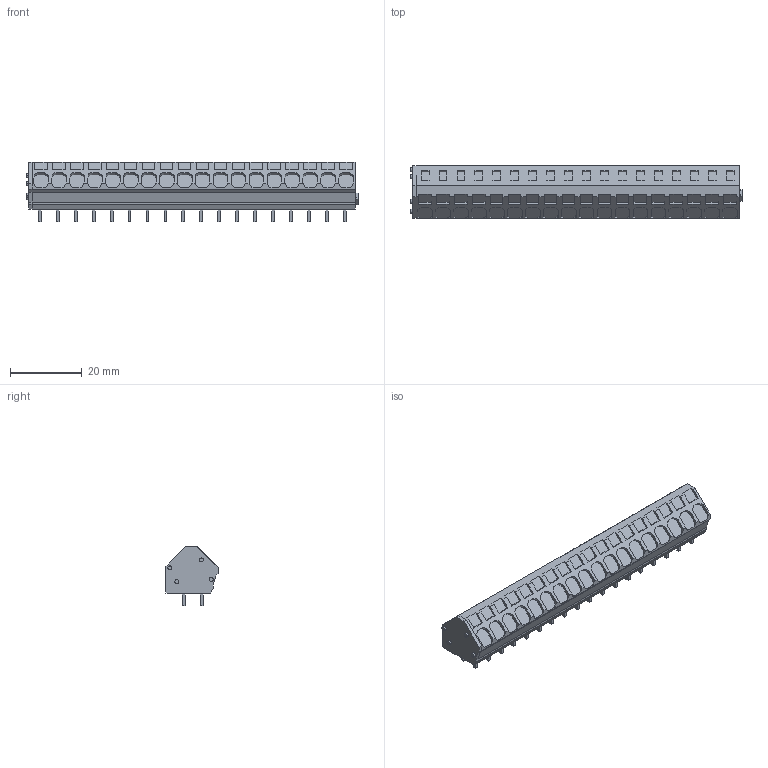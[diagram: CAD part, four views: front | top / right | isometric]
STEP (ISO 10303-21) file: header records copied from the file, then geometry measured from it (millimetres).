
FILE_DESCRIPTION(('CATIA V5R20 STEP214','CAx-IF Rec.Pracs.--- Model Styling and Organization---1.4--- 2014-01-23'),'2;1');
FILE_NAME ('028431-3_0', '2019-03-13T07:07:11+00:00', ('Weidmueller Interface'), ('Weidmueller'), 'CATIA Version 5-6 Release 2016 SP3 HF44', 'CATIA V5 STEP AP214', 'none');
FILE_SCHEMA(('AUTOMOTIVE_DESIGN { 1 0 10303 214 1 1 1 1 }'));
Length unit declared in the file: millimetre
Products named in the file (1): 1960190000
Bounding box: 92.5 x 14.5 x 16.48 mm (x, y, z)
Volume: 12897.5 mm3; surface area: 6837.5 mm2
Topology: 38 solids, 74 shells, 1047 faces, 2682 edges, 1806 vertices
Faces by surface type: plane 761, cylinder 286
Entity records: 28608 total; most frequent: CARTESIAN_POINT 5956, ORIENTED_EDGE 5364, DIRECTION 3348, EDGE_CURVE 2682, VECTOR 2056, LINE 2056, VERTEX_POINT 1806, EDGE_LOOP 1078
